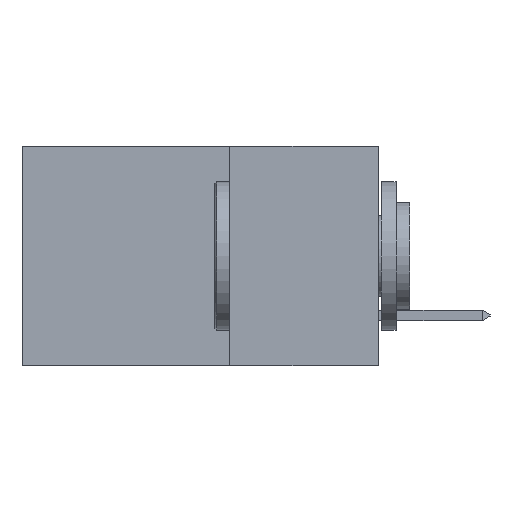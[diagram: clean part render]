
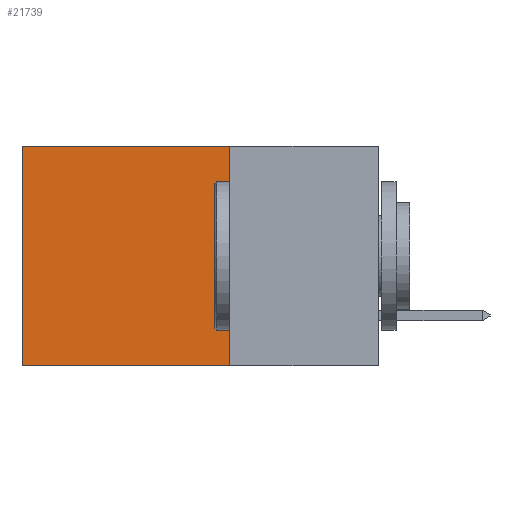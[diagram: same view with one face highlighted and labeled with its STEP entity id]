
A CAD part, left-side view. The second image highlights one B-rep face of the part: STEP entity #21739.
In plain terms, the highlighted planar face has unit normal (-1, 0, 0).
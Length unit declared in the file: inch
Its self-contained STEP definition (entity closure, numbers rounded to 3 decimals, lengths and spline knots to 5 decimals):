
#467 = VECTOR ( 'NONE', #25069, 39.37008 ) ;
#731 = DIRECTION ( 'NONE',  ( 0., 1., 0. ) ) ;
#2797 = CARTESIAN_POINT ( 'NONE',  ( 0.298, 0.25, 0. ) ) ;
#2862 = VECTOR ( 'NONE', #20100, 39.37008 ) ;
#3097 = LINE ( 'NONE', #26583, #26053 ) ;
#4097 = ORIENTED_EDGE ( 'NONE', *, *, #5272, .F. ) ;
#5272 = EDGE_CURVE ( 'NONE', #26910, #20819, #26420, .T. ) ;
#5470 = VERTEX_POINT ( 'NONE', #25709 ) ;
#6107 = DIRECTION ( 'NONE',  ( 0., 0., -1. ) ) ;
#8667 = VECTOR ( 'NONE', #18401, 39.37008 ) ;
#12091 = ORIENTED_EDGE ( 'NONE', *, *, #18260, .T. ) ;
#12218 = CARTESIAN_POINT ( 'NONE',  ( 0.298, 0.6, 0. ) ) ;
#13979 = CARTESIAN_POINT ( 'NONE',  ( 0.298, 0.25, 0. ) ) ;
#14004 = EDGE_CURVE ( 'NONE', #20987, #5470, #21320, .T. ) ;
#15061 = CARTESIAN_POINT ( 'NONE',  ( 0.298, 0.25, 0. ) ) ;
#16689 = FACE_OUTER_BOUND ( 'NONE', #18983, .T. ) ;
#17295 = PLANE ( 'NONE',  #20731 ) ;
#17907 = CARTESIAN_POINT ( 'NONE',  ( 0.298, 0.6, 0. ) ) ;
#18260 = EDGE_CURVE ( 'NONE', #26910, #20987, #24231, .T. ) ;
#18401 = DIRECTION ( 'NONE',  ( 0., 0., -1. ) ) ;
#18983 = EDGE_LOOP ( 'NONE', ( #23690, #21457, #4097, #12091 ) ) ;
#19318 = CARTESIAN_POINT ( 'NONE',  ( 0.298, 0.25, 0. ) ) ;
#19494 = DIRECTION ( 'NONE',  ( 1., 0., 0. ) ) ;
#20100 = DIRECTION ( 'NONE',  ( 0., 0., -1. ) ) ;
#20731 = AXIS2_PLACEMENT_3D ( 'NONE', #15061, #19494, #6107 ) ;
#20819 = VERTEX_POINT ( 'NONE', #27144 ) ;
#20987 = VERTEX_POINT ( 'NONE', #12218 ) ;
#21320 = LINE ( 'NONE', #17907, #2862 ) ;
#21457 = ORIENTED_EDGE ( 'NONE', *, *, #26176, .F. ) ;
#21739 = ADVANCED_FACE ( 'NONE', ( #16689 ), #17295, .F. ) ;
#23690 = ORIENTED_EDGE ( 'NONE', *, *, #14004, .T. ) ;
#24231 = LINE ( 'NONE', #2797, #467 ) ;
#25069 = DIRECTION ( 'NONE',  ( 0., 1., 0. ) ) ;
#25709 = CARTESIAN_POINT ( 'NONE',  ( 0.298, 0.6, -0.37 ) ) ;
#26053 = VECTOR ( 'NONE', #731, 39.37008 ) ;
#26176 = EDGE_CURVE ( 'NONE', #20819, #5470, #3097, .T. ) ;
#26420 = LINE ( 'NONE', #13979, #8667 ) ;
#26583 = CARTESIAN_POINT ( 'NONE',  ( 0.298, 0.25, -0.37 ) ) ;
#26910 = VERTEX_POINT ( 'NONE', #19318 ) ;
#27144 = CARTESIAN_POINT ( 'NONE',  ( 0.298, 0.25, -0.37 ) ) ;
